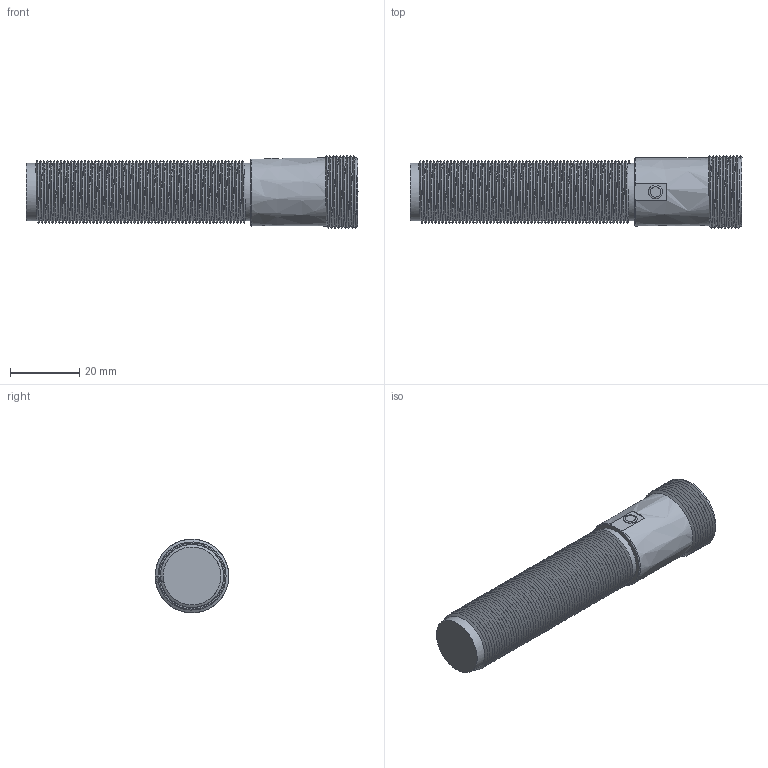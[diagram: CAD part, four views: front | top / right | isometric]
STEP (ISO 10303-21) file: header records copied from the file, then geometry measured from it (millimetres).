
FILE_DESCRIPTION( ('This file contains a STEP AP42 implementation' ,'as created by ZW3D STEP Interface translator.') ,'2;1' );
FILE_NAME( 'FCS1-1805X-XZU3.stp' ,'20 6 5.153715', (''), ('ZWCAD Software Co.'), 'Version 1.0', 'ZW3D to STEP translator', '' );
FILE_SCHEMA(('AUTOMOTIVE_DESIGN'));
Length unit declared in the file: millimetre
Products named in the file (2): 0; FCS1-1805X-XZU3
Bounding box: 96 x 21.26 x 21.26 mm (x, y, z)
Volume: 23561.4 mm3; surface area: 10322.7 mm2
Topology: 1 solids, 1 shells, 122 faces, 308 edges, 198 vertices
Faces by surface type: bspline 122
Entity records: 7751 total; most frequent: CARTESIAN_POINT 5944, ORIENTED_EDGE 616, EDGE_CURVE 308, VERTEX_POINT 198, EDGE_LOOP 132, B_SPLINE_CURVE_WITH_KNOTS 123, FACE_OUTER_BOUND 122, ADVANCED_FACE 122
